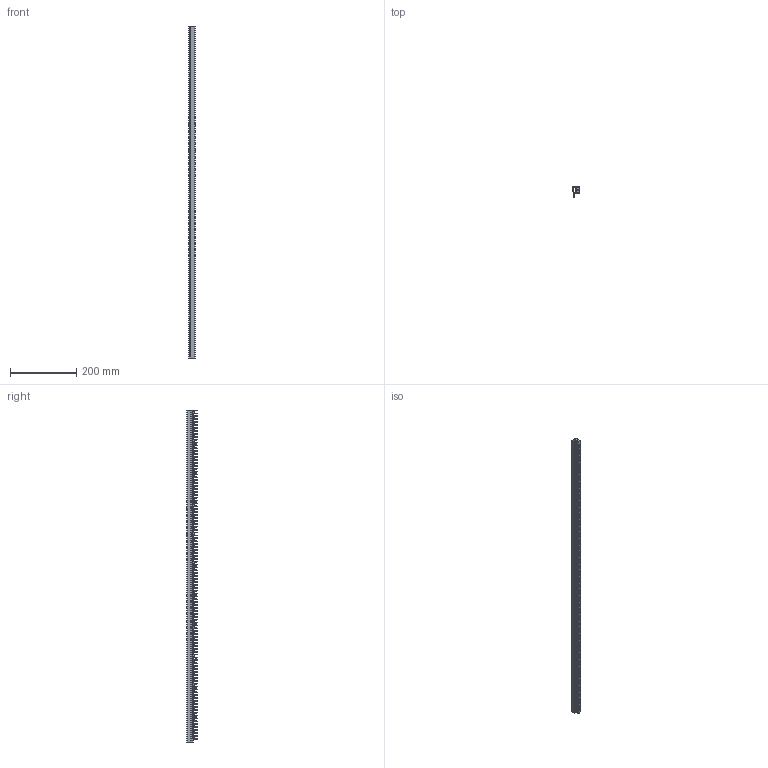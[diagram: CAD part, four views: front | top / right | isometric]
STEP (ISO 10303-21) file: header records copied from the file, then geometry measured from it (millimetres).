
FILE_DESCRIPTION((''),'2;1');
FILE_NAME('ASM0001_ASM','2024-03-14T',('dell'),(''),'PRO/ENGINEER BY PARAMETRIC TECHNOLOGY CORPORATION, 2013230','PRO/ENGINEER BY PARAMETRIC TECHNOLOGY CORPORATION, 2013230','');
FILE_SCHEMA(('AUTOMOTIVE_DESIGN { 1 0 10303 214 1 1 1 1 }'));
Length unit declared in the file: millimetre
Products named in the file (1): ASM0001_ASM
Bounding box: 19 x 30.2 x 1000 mm (x, y, z)
Volume: 192892.8 mm3; surface area: 197633.4 mm2
Topology: 1 solids, 1 shells, 1195 faces, 3579 edges, 2386 vertices
Faces by surface type: plane 605, cylinder 590
Entity records: 41681 total; most frequent: CARTESIAN_POINT 9246, ORIENTED_EDGE 7158, DIRECTION 6569, EDGE_CURVE 3579, VERTEX_POINT 2386, AXIS2_PLACEMENT_3D 2257, VECTOR 2055, LINE 2055
